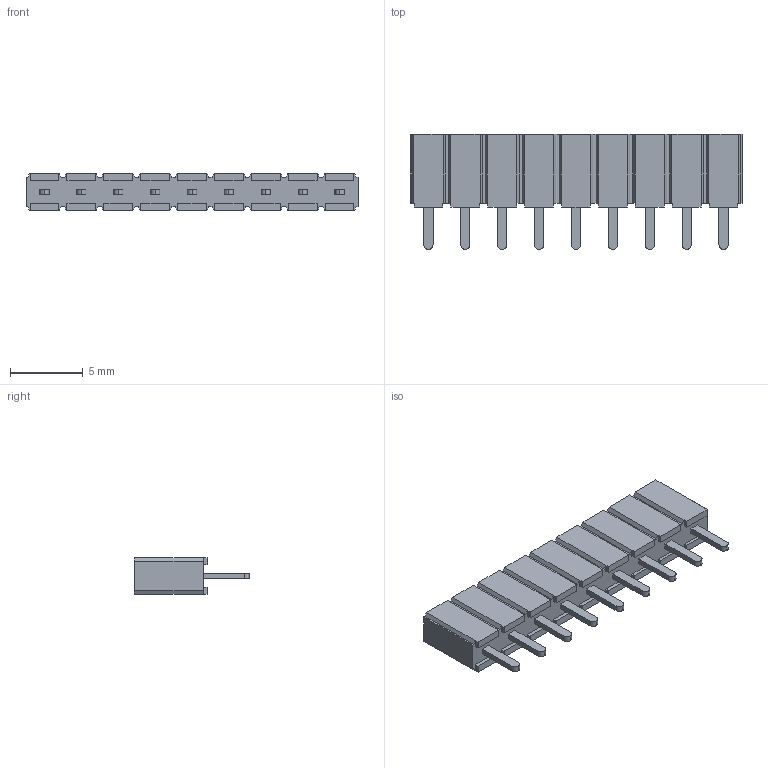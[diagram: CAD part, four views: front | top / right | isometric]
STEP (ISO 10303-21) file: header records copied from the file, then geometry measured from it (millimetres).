
FILE_DESCRIPTION (( 'STEP AP214' ), '1' );
FILE_NAME ('BG095-09-G-N-D.STEP', '2012-07-04T13:04:15', ( 'Master' ), ( '' ), 'SwSTEP 2.0', 'SolidWorks 2010', '' );
FILE_SCHEMA (( 'AUTOMOTIVE_DESIGN' ));
Length unit declared in the file: millimetre
Products named in the file (1): BG095-09-G-N-D
Bounding box: 22.86 x 7.92 x 2.54 mm (x, y, z)
Volume: 251.9 mm3; surface area: 557 mm2
Topology: 1 solids, 1 shells, 285 faces, 759 edges, 494 vertices
Faces by surface type: plane 267, cylinder 18
Entity records: 11225 total; most frequent: CARTESIAN_POINT 1539, ORIENTED_EDGE 1518, DIRECTION 1367, EDGE_CURVE 759, VECTOR 723, LINE 723, VERTEX_POINT 494, AXIS2_PLACEMENT_3D 322
